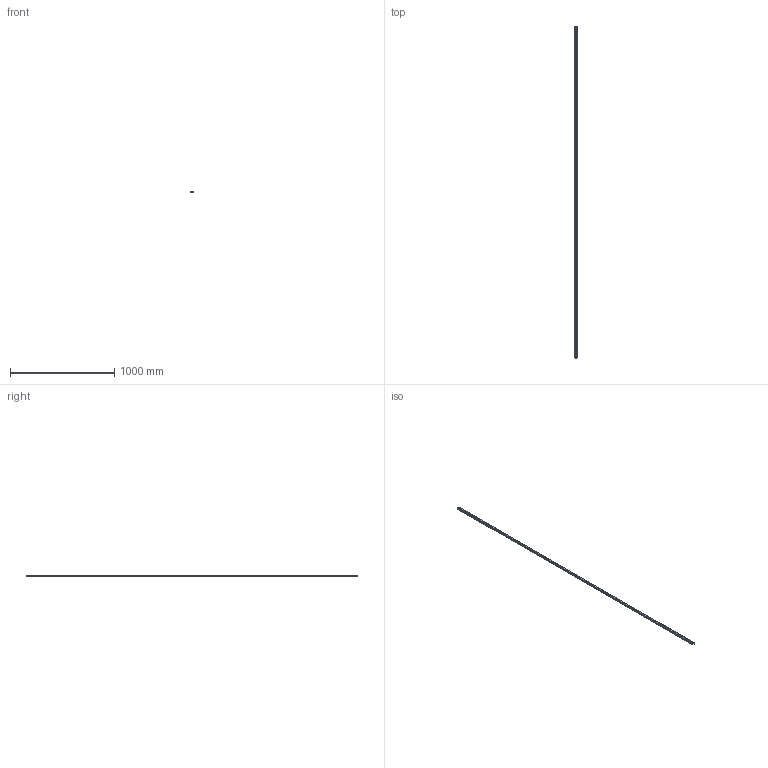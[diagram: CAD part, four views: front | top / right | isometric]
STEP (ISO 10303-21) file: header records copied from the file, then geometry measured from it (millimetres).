
FILE_DESCRIPTION(('STEP AP214'),'1');
FILE_NAME('cctmp_A7C92C7D-76BC-4ED0-B5F1-ACAD3C9C8B8A_2020_5_19_12_48_47_734..stp','2020-05-19T10:48:48',('HIWIN GmbH'),('CADClick - www.CADClick.com'),'Spatial InterOp 3D',' ','unknown authorization');
FILE_SCHEMA(('AUTOMOTIVE_DESIGN'));
Length unit declared in the file: millimetre
Products named in the file (1): HGR20R3190H_FILE
Bounding box: 20 x 3190 x 17.5 mm (x, y, z)
Volume: 912119.8 mm3; surface area: 270382.8 mm2
Topology: 1 solids, 1 shells, 584 faces, 1257 edges, 838 vertices
Faces by surface type: cylinder 340, plane 244
Entity records: 20857 total; most frequent: DIRECTION 3107, CARTESIAN_POINT 2680, ORIENTED_EDGE 2514, AXIS2_PLACEMENT_3D 1265, EDGE_CURVE 1257, VERTEX_POINT 838, EDGE_LOOP 747, CIRCLE 680
